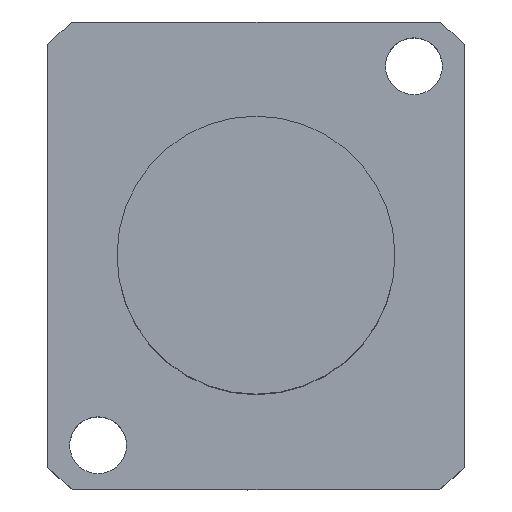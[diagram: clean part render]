
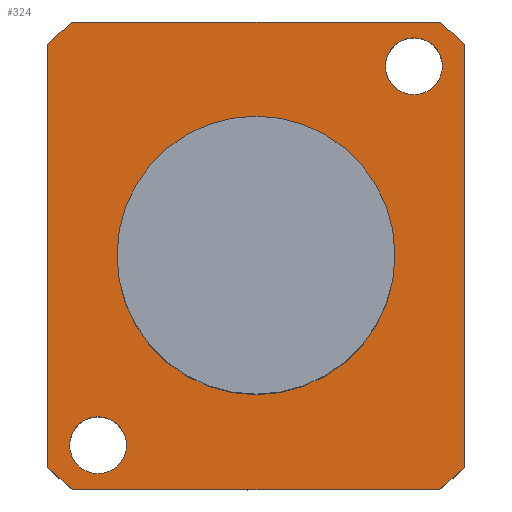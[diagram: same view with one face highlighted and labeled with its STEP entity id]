
A CAD part, top view. The second image highlights one B-rep face of the part: STEP entity #324.
In plain terms, the highlighted planar face has unit normal (0, 0, 1).
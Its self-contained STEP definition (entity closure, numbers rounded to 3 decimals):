
#136=EDGE_CURVE('Unnamed[1]',#388,#389,#390,.T.);
#138=EDGE_CURVE('Unnamed[1]',#392,#393,#394,.T.);
#174=EDGE_CURVE('Unnamed[1]',#453,#388,#454,.T.);
#251=EDGE_CURVE('Unnamed[1]',#558,#427,#559,.T.);
#253=EDGE_CURVE('Unnamed[1]',#389,#558,#561,.T.);
#259=EDGE_CURVE('Unnamed[1]',#568,#568,#569,.T.);
#263=EDGE_CURVE('Unnamed[1]',#574,#574,#575,.T.);
#279=EDGE_CURVE('Unnamed[1]',#571,#392,#597,.T.);
#286=EDGE_CURVE('Unnamed[1]',#606,#606,#607,.T.);
#318=EDGE_CURVE('Unnamed[1]',#393,#453,#648,.T.);
#324=ADVANCED_FACE('Unnamed[1]',(#655,#656,#657,#658),#659,.T.);
#341=EDGE_CURVE('Unnamed[1]',#427,#571,#681,.T.);
#388=VERTEX_POINT('',#733);
#389=VERTEX_POINT('',#734);
#390=LINE('',#735,#736);
#392=VERTEX_POINT('',#739);
#393=VERTEX_POINT('',#740);
#394=CIRCLE('',#741,23.5);
#427=VERTEX_POINT('',#794);
#453=VERTEX_POINT('',#838);
#454=CIRCLE('',#839,23.5);
#558=VERTEX_POINT('',#1051);
#559=LINE('',#1052,#1053);
#561=CIRCLE('',#1056,23.5);
#568=VERTEX_POINT('',#1067);
#569=CIRCLE('',#1068,2.25);
#571=VERTEX_POINT('',#1071);
#574=VERTEX_POINT('',#1076);
#575=CIRCLE('',#1077,2.25);
#597=LINE('',#1106,#1107);
#606=VERTEX_POINT('',#1119);
#607=CIRCLE('',#1120,11.);
#648=LINE('',#1229,#1230);
#655=FACE_BOUND('',#1239,.T.);
#656=FACE_BOUND('',#1240,.T.);
#657=FACE_OUTER_BOUND('',#1241,.T.);
#658=FACE_BOUND('',#1242,.T.);
#659=PLANE('',#1243);
#681=CIRCLE('',#1291,23.5);
#733=CARTESIAN_POINT('',(16.5,-16.733,0.));
#734=CARTESIAN_POINT('',(16.5,16.733,0.));
#735=CARTESIAN_POINT('',(16.5,8.625,0.));
#736=VECTOR('',#1337,1.0);
#739=CARTESIAN_POINT('',(-16.5,-16.733,0.));
#740=CARTESIAN_POINT('',(-14.491,-18.5,0.));
#741=AXIS2_PLACEMENT_3D('',#1338,#1339,#1340);
#794=CARTESIAN_POINT('',(-14.491,18.5,0.));
#838=CARTESIAN_POINT('',(14.491,-18.5,0.));
#839=AXIS2_PLACEMENT_3D('',#1401,#1402,#1403);
#1051=CARTESIAN_POINT('',(14.491,18.5,0.));
#1052=CARTESIAN_POINT('',(0.,18.5,0.));
#1053=VECTOR('',#1533,1.0);
#1056=AXIS2_PLACEMENT_3D('',#1534,#1535,#1536);
#1067=CARTESIAN_POINT('',(-14.75,-15.,0.));
#1068=AXIS2_PLACEMENT_3D('',#1541,#1542,#1543);
#1071=CARTESIAN_POINT('',(-16.5,16.733,0.));
#1076=CARTESIAN_POINT('',(10.25,15.,0.));
#1077=AXIS2_PLACEMENT_3D('',#1545,#1546,#1547);
#1106=CARTESIAN_POINT('',(-16.5,8.625,0.));
#1107=VECTOR('',#1574,1.0);
#1119=CARTESIAN_POINT('',(0.,11.,0.));
#1120=AXIS2_PLACEMENT_3D('',#1586,#1587,#1588);
#1229=CARTESIAN_POINT('',(0.,-18.5,0.));
#1230=VECTOR('',#1628,1.0);
#1239=EDGE_LOOP('',(#1638));
#1240=EDGE_LOOP('',(#1639));
#1241=EDGE_LOOP('',(#1640,#1641,#1642,#1643,#1644,#1645,#1646,#1647));
#1242=EDGE_LOOP('',(#1648));
#1243=AXIS2_PLACEMENT_3D('',#1649,#1650,#1651);
#1291=AXIS2_PLACEMENT_3D('',#1670,#1671,#1672);
#1337=DIRECTION('',(0.,1.0,0.));
#1338=CARTESIAN_POINT('',(0.,0.,0.));
#1339=DIRECTION('',(0.,0.,1.0));
#1340=DIRECTION('',(0.,1.0,0.));
#1401=CARTESIAN_POINT('',(0.,0.,0.));
#1402=DIRECTION('',(0.,0.,1.0));
#1403=DIRECTION('',(0.,1.0,0.));
#1533=DIRECTION('',(-1.0,0.,0.));
#1534=CARTESIAN_POINT('',(0.,0.,0.));
#1535=DIRECTION('',(0.,0.,1.0));
#1536=DIRECTION('',(0.,1.0,0.));
#1541=CARTESIAN_POINT('',(-12.5,-15.,0.));
#1542=DIRECTION('',(0.,0.,-1.0));
#1543=DIRECTION('',(-1.0,0.,0.));
#1545=CARTESIAN_POINT('',(12.5,15.,0.));
#1546=DIRECTION('',(0.,0.,-1.0));
#1547=DIRECTION('',(-1.0,0.,0.));
#1574=DIRECTION('',(0.,-1.0,0.));
#1586=CARTESIAN_POINT('',(0.,0.,0.));
#1587=DIRECTION('',(0.,0.,1.0));
#1588=DIRECTION('',(0.,1.0,0.));
#1628=DIRECTION('',(1.0,0.,0.));
#1638=ORIENTED_EDGE('',*,*,#259,.T.);
#1639=ORIENTED_EDGE('',*,*,#263,.T.);
#1640=ORIENTED_EDGE('',*,*,#279,.T.);
#1641=ORIENTED_EDGE('',*,*,#138,.T.);
#1642=ORIENTED_EDGE('',*,*,#318,.T.);
#1643=ORIENTED_EDGE('',*,*,#174,.T.);
#1644=ORIENTED_EDGE('',*,*,#136,.T.);
#1645=ORIENTED_EDGE('',*,*,#253,.T.);
#1646=ORIENTED_EDGE('',*,*,#251,.T.);
#1647=ORIENTED_EDGE('',*,*,#341,.T.);
#1648=ORIENTED_EDGE('',*,*,#286,.F.);
#1649=CARTESIAN_POINT('',(0.,17.25,0.));
#1650=DIRECTION('',(0.,0.,1.0));
#1651=DIRECTION('',(0.,1.0,0.));
#1670=CARTESIAN_POINT('',(0.,0.,0.));
#1671=DIRECTION('',(0.,0.,1.0));
#1672=DIRECTION('',(0.,1.0,0.));
